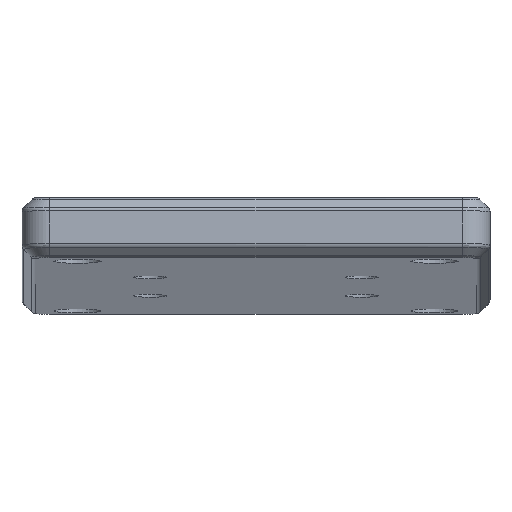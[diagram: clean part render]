
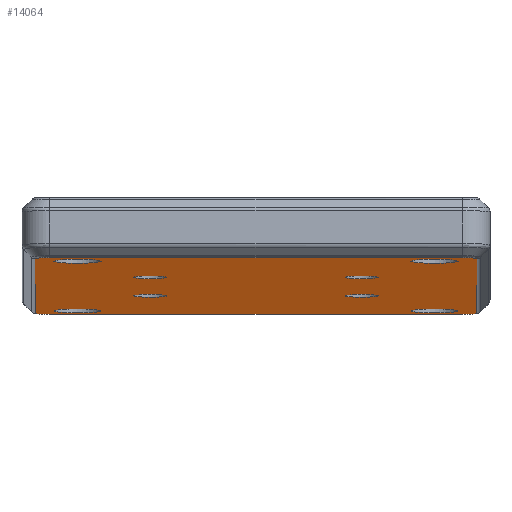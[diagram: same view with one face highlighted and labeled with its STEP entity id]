
A CAD part, front view. The second image highlights one B-rep face of the part: STEP entity #14064.
In plain terms, the highlighted face is planar.
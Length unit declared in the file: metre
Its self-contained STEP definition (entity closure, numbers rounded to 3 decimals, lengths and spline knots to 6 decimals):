
#43=ELLIPSE('',#14838,0.003011,0.003);
#44=ELLIPSE('',#14839,0.003011,0.003);
#45=ELLIPSE('',#14840,0.003011,0.003);
#46=ELLIPSE('',#14841,0.003011,0.003);
#64=B_SPLINE_CURVE_WITH_KNOTS('',3,(#21935,#21936,#21937,#21938,#21939),
 .UNSPECIFIED.,.F.,.F.,(4,1,4),(0.,0.002022,0.004043),
 .UNSPECIFIED.);
#65=B_SPLINE_CURVE_WITH_KNOTS('',3,(#21944,#21945,#21946,#21947,#21948),
 .UNSPECIFIED.,.F.,.F.,(4,1,4),(0.,0.002015,0.004029),
 .UNSPECIFIED.);
#66=B_SPLINE_CURVE_WITH_KNOTS('',3,(#21952,#21953,#21954,#21955,#21956),
 .UNSPECIFIED.,.F.,.F.,(4,1,4),(0.,0.002014,0.004028),
 .UNSPECIFIED.);
#67=B_SPLINE_CURVE_WITH_KNOTS('',3,(#21960,#21961,#21962,#21963,#21964),
 .UNSPECIFIED.,.F.,.F.,(4,1,4),(0.,0.002036,0.004071),
 .UNSPECIFIED.);
#248=CIRCLE('',#14836,0.00425);
#249=CIRCLE('',#14837,0.00425);
#250=CIRCLE('',#14842,0.00425);
#251=CIRCLE('',#14843,0.00425);
#3683=ORIENTED_EDGE('',*,*,#6006,.T.);
#3684=ORIENTED_EDGE('',*,*,#6007,.T.);
#3685=ORIENTED_EDGE('',*,*,#6008,.T.);
#3686=ORIENTED_EDGE('',*,*,#6009,.T.);
#3687=ORIENTED_EDGE('',*,*,#6010,.T.);
#3688=ORIENTED_EDGE('',*,*,#6011,.T.);
#3689=ORIENTED_EDGE('',*,*,#6012,.T.);
#3690=ORIENTED_EDGE('',*,*,#6013,.T.);
#3691=ORIENTED_EDGE('',*,*,#6014,.F.);
#3692=ORIENTED_EDGE('',*,*,#6015,.F.);
#3693=ORIENTED_EDGE('',*,*,#6016,.T.);
#3694=ORIENTED_EDGE('',*,*,#6017,.T.);
#3695=ORIENTED_EDGE('',*,*,#6018,.T.);
#3696=ORIENTED_EDGE('',*,*,#6019,.T.);
#3697=ORIENTED_EDGE('',*,*,#6020,.T.);
#3698=ORIENTED_EDGE('',*,*,#6021,.T.);
#6006=EDGE_CURVE('',#7441,#7442,#64,.T.);
#6007=EDGE_CURVE('',#7442,#7443,#9299,.F.);
#6008=EDGE_CURVE('',#7443,#7444,#65,.T.);
#6009=EDGE_CURVE('',#7444,#7445,#9300,.T.);
#6010=EDGE_CURVE('',#7445,#7446,#66,.T.);
#6011=EDGE_CURVE('',#7446,#7447,#9301,.T.);
#6012=EDGE_CURVE('',#7447,#7448,#67,.T.);
#6013=EDGE_CURVE('',#7448,#7441,#9302,.F.);
#6014=EDGE_CURVE('',#7449,#7449,#248,.T.);
#6015=EDGE_CURVE('',#7450,#7450,#249,.T.);
#6016=EDGE_CURVE('',#7451,#7451,#43,.T.);
#6017=EDGE_CURVE('',#7452,#7452,#44,.T.);
#6018=EDGE_CURVE('',#7453,#7453,#45,.T.);
#6019=EDGE_CURVE('',#7454,#7454,#46,.T.);
#6020=EDGE_CURVE('',#7455,#7455,#250,.T.);
#6021=EDGE_CURVE('',#7456,#7456,#251,.T.);
#7441=VERTEX_POINT('',#21940);
#7442=VERTEX_POINT('',#21941);
#7443=VERTEX_POINT('',#21943);
#7444=VERTEX_POINT('',#21949);
#7445=VERTEX_POINT('',#21951);
#7446=VERTEX_POINT('',#21957);
#7447=VERTEX_POINT('',#21959);
#7448=VERTEX_POINT('',#21965);
#7449=VERTEX_POINT('',#21968);
#7450=VERTEX_POINT('',#21970);
#7451=VERTEX_POINT('',#21972);
#7452=VERTEX_POINT('',#21974);
#7453=VERTEX_POINT('',#21976);
#7454=VERTEX_POINT('',#21978);
#7455=VERTEX_POINT('',#21980);
#7456=VERTEX_POINT('',#21982);
#9299=LINE('',#21942,#11111);
#9300=LINE('',#21950,#11112);
#9301=LINE('',#21958,#11113);
#9302=LINE('',#21966,#11114);
#11111=VECTOR('',#17910,1.);
#11112=VECTOR('',#17911,1.);
#11113=VECTOR('',#17912,1.);
#11114=VECTOR('',#17913,1.);
#11848=EDGE_LOOP('',(#3683,#3684,#3685,#3686,#3687,#3688,#3689,#3690));
#11849=EDGE_LOOP('',(#3691));
#11850=EDGE_LOOP('',(#3692));
#11851=EDGE_LOOP('',(#3693));
#11852=EDGE_LOOP('',(#3694));
#11853=EDGE_LOOP('',(#3695));
#11854=EDGE_LOOP('',(#3696));
#11855=EDGE_LOOP('',(#3697));
#11856=EDGE_LOOP('',(#3698));
#12672=FACE_BOUND('',#11848,.T.);
#12673=FACE_BOUND('',#11849,.T.);
#12674=FACE_BOUND('',#11850,.T.);
#12675=FACE_BOUND('',#11851,.T.);
#12676=FACE_BOUND('',#11852,.T.);
#12677=FACE_BOUND('',#11853,.T.);
#12678=FACE_BOUND('',#11854,.T.);
#12679=FACE_BOUND('',#11855,.T.);
#12680=FACE_BOUND('',#11856,.T.);
#13428=PLANE('',#14835);
#14064=ADVANCED_FACE('',(#12672,#12673,#12674,#12675,#12676,#12677,#12678,
#12679,#12680),#13428,.F.);
#14835=AXIS2_PLACEMENT_3D('',#21934,#17908,#17909);
#14836=AXIS2_PLACEMENT_3D('',#21967,#17914,#17915);
#14837=AXIS2_PLACEMENT_3D('',#21969,#17916,#17917);
#14838=AXIS2_PLACEMENT_3D('',#21971,#17918,#17919);
#14839=AXIS2_PLACEMENT_3D('',#21973,#17920,#17921);
#14840=AXIS2_PLACEMENT_3D('',#21975,#17922,#17923);
#14841=AXIS2_PLACEMENT_3D('',#21977,#17924,#17925);
#14842=AXIS2_PLACEMENT_3D('',#21979,#17926,#17927);
#14843=AXIS2_PLACEMENT_3D('',#21981,#17928,#17929);
#17908=DIRECTION('',(0.,0.,1.));
#17909=DIRECTION('',(1.,0.,0.));
#17910=DIRECTION('',(0.,-1.,0.));
#17911=DIRECTION('',(1.,0.,0.));
#17912=DIRECTION('',(0.,-1.,0.));
#17913=DIRECTION('',(1.,0.,0.));
#17914=DIRECTION('',(0.,0.,-1.));
#17915=DIRECTION('',(-1.,0.,0.));
#17916=DIRECTION('',(0.,0.,-1.));
#17917=DIRECTION('',(-1.,0.,0.));
#17918=DIRECTION('',(0.,0.,1.));
#17919=DIRECTION('',(0.,1.,0.));
#17920=DIRECTION('',(0.,0.,1.));
#17921=DIRECTION('',(0.,1.,0.));
#17922=DIRECTION('',(0.,0.,1.));
#17923=DIRECTION('',(0.,1.,0.));
#17924=DIRECTION('',(0.,0.,1.));
#17925=DIRECTION('',(0.,1.,0.));
#17926=DIRECTION('',(0.,0.,1.));
#17927=DIRECTION('',(-1.,0.,0.));
#17928=DIRECTION('',(0.,0.,1.));
#17929=DIRECTION('',(-1.,0.,0.));
#21934=CARTESIAN_POINT('',(0.,0.,-0.011));
#21935=CARTESIAN_POINT('',(-0.0372,-0.058879,-0.011));
#21936=CARTESIAN_POINT('',(-0.037884,-0.058882,-0.011));
#21937=CARTESIAN_POINT('',(-0.039225,-0.058312,-0.011));
#21938=CARTESIAN_POINT('',(-0.03979,-0.056971,-0.011));
#21939=CARTESIAN_POINT('',(-0.039786,-0.056287,-0.011));
#21940=CARTESIAN_POINT('',(-0.0372,-0.058879,-0.011));
#21941=CARTESIAN_POINT('',(-0.039786,-0.056287,-0.011));
#21942=CARTESIAN_POINT('',(-0.039786,0.056185,-0.011));
#21943=CARTESIAN_POINT('',(-0.039786,0.056185,-0.011));
#21944=CARTESIAN_POINT('',(-0.039786,0.056185,-0.011));
#21945=CARTESIAN_POINT('',(-0.039787,0.056867,-0.011));
#21946=CARTESIAN_POINT('',(-0.039216,0.058201,-0.011));
#21947=CARTESIAN_POINT('',(-0.037882,0.058766,-0.011));
#21948=CARTESIAN_POINT('',(-0.0372,0.058763,-0.011));
#21949=CARTESIAN_POINT('',(-0.0372,0.058763,-0.011));
#21950=CARTESIAN_POINT('',(0.0372,0.058763,-0.011));
#21951=CARTESIAN_POINT('',(0.0372,0.058763,-0.011));
#21952=CARTESIAN_POINT('',(0.0372,0.058763,-0.011));
#21953=CARTESIAN_POINT('',(0.037882,0.058766,-0.011));
#21954=CARTESIAN_POINT('',(0.039217,0.0582,-0.011));
#21955=CARTESIAN_POINT('',(0.039787,0.056868,-0.011));
#21956=CARTESIAN_POINT('',(0.039786,0.056186,-0.011));
#21957=CARTESIAN_POINT('',(0.039786,0.056186,-0.011));
#21958=CARTESIAN_POINT('',(0.039786,-0.056287,-0.011));
#21959=CARTESIAN_POINT('',(0.039786,-0.056291,-0.011));
#21960=CARTESIAN_POINT('',(0.039786,-0.056291,-0.011));
#21961=CARTESIAN_POINT('',(0.03979,-0.056974,-0.011));
#21962=CARTESIAN_POINT('',(0.039221,-0.058315,-0.011));
#21963=CARTESIAN_POINT('',(0.037884,-0.058882,-0.011));
#21964=CARTESIAN_POINT('',(0.0372,-0.058879,-0.011));
#21965=CARTESIAN_POINT('',(0.0372,-0.058879,-0.011));
#21966=CARTESIAN_POINT('',(-0.0372,-0.058879,-0.011));
#21967=CARTESIAN_POINT('',(0.0322,0.051453,-0.011));
#21968=CARTESIAN_POINT('',(0.02795,0.051453,-0.011));
#21969=CARTESIAN_POINT('',(-0.0322,-0.051453,-0.011));
#21970=CARTESIAN_POINT('',(-0.03645,-0.051453,-0.011));
#21971=CARTESIAN_POINT('',(-0.019051,0.020086,-0.011));
#21972=CARTESIAN_POINT('',(-0.019051,0.023097,-0.011));
#21973=CARTESIAN_POINT('',(0.019049,0.020086,-0.011));
#21974=CARTESIAN_POINT('',(0.019049,0.023097,-0.011));
#21975=CARTESIAN_POINT('',(0.019049,-0.01816,-0.011));
#21976=CARTESIAN_POINT('',(0.019049,-0.015148,-0.011));
#21977=CARTESIAN_POINT('',(-0.019051,-0.01816,-0.011));
#21978=CARTESIAN_POINT('',(-0.019051,-0.015148,-0.011));
#21979=CARTESIAN_POINT('',(-0.0322,0.051453,-0.011));
#21980=CARTESIAN_POINT('',(-0.03645,0.051453,-0.011));
#21981=CARTESIAN_POINT('',(0.0322,-0.051453,-0.011));
#21982=CARTESIAN_POINT('',(0.02795,-0.051453,-0.011));
